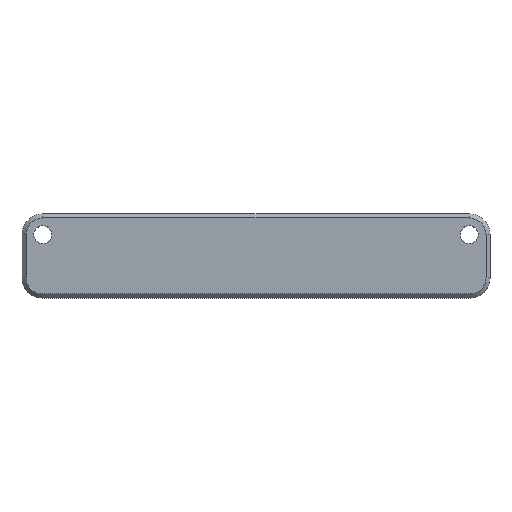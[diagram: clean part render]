
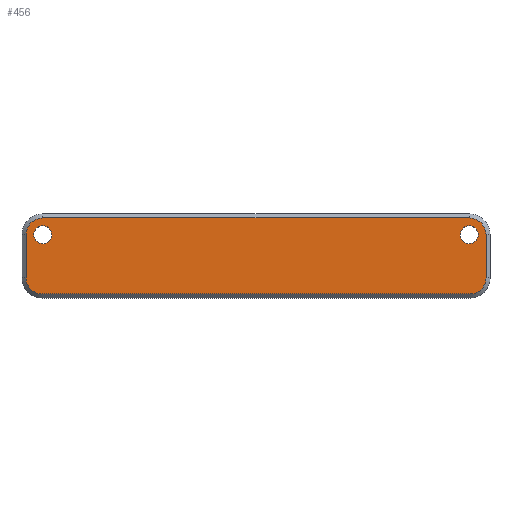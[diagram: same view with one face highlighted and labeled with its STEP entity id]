
A CAD part, top view. The second image highlights one B-rep face of the part: STEP entity #456.
In plain terms, the highlighted planar face has unit normal (0, 0, 1).
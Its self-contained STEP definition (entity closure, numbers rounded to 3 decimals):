
#20=FACE_BOUND('',#102,.T.);
#21=FACE_BOUND('',#103,.T.);
#33=PLANE('',#522);
#67=FACE_OUTER_BOUND('',#101,.T.);
#101=EDGE_LOOP('',(#396,#397,#398,#399,#400,#401,#402,#403));
#102=EDGE_LOOP('',(#404));
#103=EDGE_LOOP('',(#405));
#124=LINE('',#746,#160);
#129=LINE('',#759,#165);
#133=LINE('',#768,#169);
#136=LINE('',#779,#172);
#160=VECTOR('',#605,10.);
#165=VECTOR('',#618,10.);
#169=VECTOR('',#628,10.);
#172=VECTOR('',#639,10.);
#198=CIRCLE('',#507,4.);
#199=CIRCLE('',#510,4.);
#200=CIRCLE('',#513,4.2);
#202=CIRCLE('',#517,4.2);
#204=CIRCLE('',#523,2.25);
#205=CIRCLE('',#524,2.25);
#229=VERTEX_POINT('',#743);
#230=VERTEX_POINT('',#745);
#233=VERTEX_POINT('',#753);
#234=VERTEX_POINT('',#757);
#235=VERTEX_POINT('',#762);
#236=VERTEX_POINT('',#766);
#238=VERTEX_POINT('',#771);
#240=VERTEX_POINT('',#777);
#241=VERTEX_POINT('',#791);
#242=VERTEX_POINT('',#793);
#274=EDGE_CURVE('',#229,#230,#124,.T.);
#279=EDGE_CURVE('',#233,#229,#198,.T.);
#281=EDGE_CURVE('',#234,#233,#129,.T.);
#284=EDGE_CURVE('',#235,#234,#199,.T.);
#286=EDGE_CURVE('',#236,#235,#133,.T.);
#288=EDGE_CURVE('',#238,#236,#200,.T.);
#291=EDGE_CURVE('',#240,#238,#136,.T.);
#293=EDGE_CURVE('',#230,#240,#202,.T.);
#298=EDGE_CURVE('',#241,#241,#204,.T.);
#299=EDGE_CURVE('',#242,#242,#205,.T.);
#396=ORIENTED_EDGE('',*,*,#274,.F.);
#397=ORIENTED_EDGE('',*,*,#279,.F.);
#398=ORIENTED_EDGE('',*,*,#281,.F.);
#399=ORIENTED_EDGE('',*,*,#284,.F.);
#400=ORIENTED_EDGE('',*,*,#286,.F.);
#401=ORIENTED_EDGE('',*,*,#288,.F.);
#402=ORIENTED_EDGE('',*,*,#291,.F.);
#403=ORIENTED_EDGE('',*,*,#293,.F.);
#404=ORIENTED_EDGE('',*,*,#298,.T.);
#405=ORIENTED_EDGE('',*,*,#299,.T.);
#456=ADVANCED_FACE('',(#67,#20,#21),#33,.T.);
#507=AXIS2_PLACEMENT_3D('',#755,#613,#614);
#510=AXIS2_PLACEMENT_3D('',#764,#623,#624);
#513=AXIS2_PLACEMENT_3D('',#773,#632,#633);
#517=AXIS2_PLACEMENT_3D('',#782,#643,#644);
#522=AXIS2_PLACEMENT_3D('',#790,#656,#657);
#523=AXIS2_PLACEMENT_3D('',#792,#658,#659);
#524=AXIS2_PLACEMENT_3D('',#794,#660,#661);
#605=DIRECTION('',(0.,1.,0.));
#613=DIRECTION('center_axis',(0.,0.,-1.));
#614=DIRECTION('ref_axis',(-0.707,-0.707,0.));
#618=DIRECTION('',(-1.,0.,0.));
#623=DIRECTION('center_axis',(0.,0.,-1.));
#624=DIRECTION('ref_axis',(0.707,-0.707,0.));
#628=DIRECTION('',(0.,-1.,0.));
#632=DIRECTION('center_axis',(0.,0.,-1.));
#633=DIRECTION('ref_axis',(1.,0.,0.));
#639=DIRECTION('',(1.,0.,0.));
#643=DIRECTION('center_axis',(0.,0.,-1.));
#644=DIRECTION('ref_axis',(0.,1.,0.));
#656=DIRECTION('center_axis',(0.,0.,1.));
#657=DIRECTION('ref_axis',(1.,0.,0.));
#658=DIRECTION('center_axis',(0.,0.,-1.));
#659=DIRECTION('ref_axis',(1.,0.,0.));
#660=DIRECTION('center_axis',(0.,0.,-1.));
#661=DIRECTION('ref_axis',(1.,0.,0.));
#743=CARTESIAN_POINT('',(-57.5,42.5,-4.));
#745=CARTESIAN_POINT('',(-57.5,53.3,-4.));
#746=CARTESIAN_POINT('',(-57.5,50.65,-4.));
#753=CARTESIAN_POINT('',(-53.5,38.5,-4.));
#755=CARTESIAN_POINT('Origin',(-53.5,42.5,-4.));
#757=CARTESIAN_POINT('',(53.5,38.5,-4.));
#759=CARTESIAN_POINT('',(-29.25,38.5,-4.));
#762=CARTESIAN_POINT('',(57.5,42.5,-4.));
#764=CARTESIAN_POINT('Origin',(53.5,42.5,-4.));
#766=CARTESIAN_POINT('',(57.5,53.3,-4.));
#768=CARTESIAN_POINT('',(57.5,42.75,-4.));
#771=CARTESIAN_POINT('',(53.3,57.5,-4.));
#773=CARTESIAN_POINT('Origin',(53.3,53.3,-4.));
#777=CARTESIAN_POINT('',(-53.3,57.5,-4.));
#779=CARTESIAN_POINT('',(26.65,57.5,-4.));
#782=CARTESIAN_POINT('Origin',(-53.3,53.3,-4.));
#790=CARTESIAN_POINT('Origin',(0.,48.,-4.));
#791=CARTESIAN_POINT('',(51.05,53.3,-4.));
#792=CARTESIAN_POINT('Origin',(53.3,53.3,-4.));
#793=CARTESIAN_POINT('',(-55.55,53.3,-4.));
#794=CARTESIAN_POINT('Origin',(-53.3,53.3,-4.));
